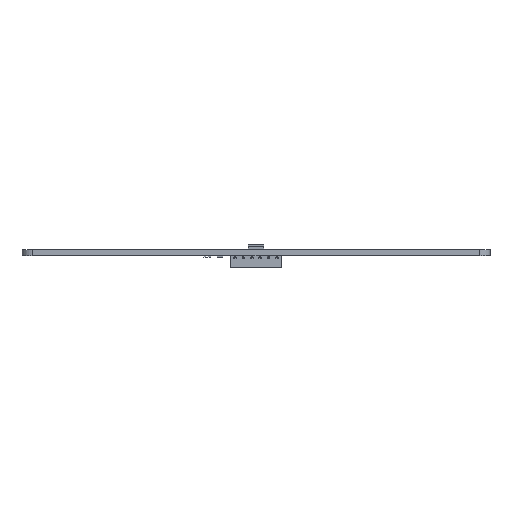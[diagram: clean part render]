
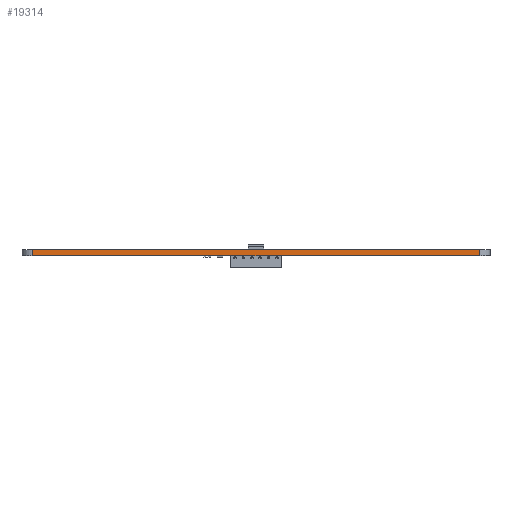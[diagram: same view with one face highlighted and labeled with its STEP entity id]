
A CAD part, front view. The second image highlights one B-rep face of the part: STEP entity #19314.
In plain terms, the highlighted planar face has unit normal (0, -1, 0).
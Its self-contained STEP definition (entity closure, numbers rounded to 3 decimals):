
#18090 = PLANE('',#18091);
#18091 = AXIS2_PLACEMENT_3D('',#18092,#18093,#18094);
#18092 = CARTESIAN_POINT('',(0.,0.,3.));
#18093 = DIRECTION('',(-0.,-0.,-1.));
#18094 = DIRECTION('',(-1.,0.,0.));
#18144 = PLANE('',#18145);
#18145 = AXIS2_PLACEMENT_3D('',#18146,#18147,#18148);
#18146 = CARTESIAN_POINT('',(0.,0.,0.));
#18147 = DIRECTION('',(-0.,-0.,-1.));
#18148 = DIRECTION('',(-1.,0.,0.));
#18357 = VERTEX_POINT('',#18358);
#18358 = CARTESIAN_POINT('',(105.,-110.,0.));
#18377 = CYLINDRICAL_SURFACE('',#18378,5.);
#18378 = AXIS2_PLACEMENT_3D('',#18379,#18380,#18381);
#18379 = CARTESIAN_POINT('',(105.,-105.,0.));
#18380 = DIRECTION('',(-0.,-0.,-1.));
#18381 = DIRECTION('',(1.,0.,0.));
#18389 = EDGE_CURVE('',#18357,#18390,#18392,.T.);
#18390 = VERTEX_POINT('',#18391);
#18391 = CARTESIAN_POINT('',(-105.,-110.,0.));
#18392 = SURFACE_CURVE('',#18393,(#18397,#18404),.PCURVE_S1.);
#18393 = LINE('',#18394,#18395);
#18394 = CARTESIAN_POINT('',(105.,-110.,0.));
#18395 = VECTOR('',#18396,1.);
#18396 = DIRECTION('',(-1.,0.,0.));
#18397 = PCURVE('',#18144,#18398);
#18398 = DEFINITIONAL_REPRESENTATION('',(#18399),#18403);
#18399 = LINE('',#18400,#18401);
#18400 = CARTESIAN_POINT('',(-105.,-110.));
#18401 = VECTOR('',#18402,1.);
#18402 = DIRECTION('',(1.,0.));
#18403 = ( GEOMETRIC_REPRESENTATION_CONTEXT(2) 
PARAMETRIC_REPRESENTATION_CONTEXT() REPRESENTATION_CONTEXT('2D SPACE',''
  ) );
#18404 = PCURVE('',#18405,#18410);
#18405 = PLANE('',#18406);
#18406 = AXIS2_PLACEMENT_3D('',#18407,#18408,#18409);
#18407 = CARTESIAN_POINT('',(105.,-110.,0.));
#18408 = DIRECTION('',(0.,-1.,0.));
#18409 = DIRECTION('',(-1.,0.,0.));
#18410 = DEFINITIONAL_REPRESENTATION('',(#18411),#18415);
#18411 = LINE('',#18412,#18413);
#18412 = CARTESIAN_POINT('',(0.,-0.));
#18413 = VECTOR('',#18414,1.);
#18414 = DIRECTION('',(1.,0.));
#18415 = ( GEOMETRIC_REPRESENTATION_CONTEXT(2) 
PARAMETRIC_REPRESENTATION_CONTEXT() REPRESENTATION_CONTEXT('2D SPACE',''
  ) );
#18438 = CYLINDRICAL_SURFACE('',#18439,5.);
#18439 = AXIS2_PLACEMENT_3D('',#18440,#18441,#18442);
#18440 = CARTESIAN_POINT('',(-105.,-105.,0.));
#18441 = DIRECTION('',(-0.,-0.,-1.));
#18442 = DIRECTION('',(1.,0.,0.));
#18967 = VERTEX_POINT('',#18968);
#18968 = CARTESIAN_POINT('',(105.,-110.,3.));
#18994 = EDGE_CURVE('',#18967,#18995,#18997,.T.);
#18995 = VERTEX_POINT('',#18996);
#18996 = CARTESIAN_POINT('',(-105.,-110.,3.));
#18997 = SURFACE_CURVE('',#18998,(#19002,#19009),.PCURVE_S1.);
#18998 = LINE('',#18999,#19000);
#18999 = CARTESIAN_POINT('',(105.,-110.,3.));
#19000 = VECTOR('',#19001,1.);
#19001 = DIRECTION('',(-1.,0.,0.));
#19002 = PCURVE('',#18090,#19003);
#19003 = DEFINITIONAL_REPRESENTATION('',(#19004),#19008);
#19004 = LINE('',#19005,#19006);
#19005 = CARTESIAN_POINT('',(-105.,-110.));
#19006 = VECTOR('',#19007,1.);
#19007 = DIRECTION('',(1.,0.));
#19008 = ( GEOMETRIC_REPRESENTATION_CONTEXT(2) 
PARAMETRIC_REPRESENTATION_CONTEXT() REPRESENTATION_CONTEXT('2D SPACE',''
  ) );
#19009 = PCURVE('',#18405,#19010);
#19010 = DEFINITIONAL_REPRESENTATION('',(#19011),#19015);
#19011 = LINE('',#19012,#19013);
#19012 = CARTESIAN_POINT('',(0.,-3.));
#19013 = VECTOR('',#19014,1.);
#19014 = DIRECTION('',(1.,0.));
#19015 = ( GEOMETRIC_REPRESENTATION_CONTEXT(2) 
PARAMETRIC_REPRESENTATION_CONTEXT() REPRESENTATION_CONTEXT('2D SPACE',''
  ) );
#19266 = EDGE_CURVE('',#18390,#18995,#19267,.T.);
#19267 = SURFACE_CURVE('',#19268,(#19272,#19279),.PCURVE_S1.);
#19268 = LINE('',#19269,#19270);
#19269 = CARTESIAN_POINT('',(-105.,-110.,0.));
#19270 = VECTOR('',#19271,1.);
#19271 = DIRECTION('',(0.,0.,1.));
#19272 = PCURVE('',#18438,#19273);
#19273 = DEFINITIONAL_REPRESENTATION('',(#19274),#19278);
#19274 = LINE('',#19275,#19276);
#19275 = CARTESIAN_POINT('',(-4.712,0.));
#19276 = VECTOR('',#19277,1.);
#19277 = DIRECTION('',(-0.,-1.));
#19278 = ( GEOMETRIC_REPRESENTATION_CONTEXT(2) 
PARAMETRIC_REPRESENTATION_CONTEXT() REPRESENTATION_CONTEXT('2D SPACE',''
  ) );
#19279 = PCURVE('',#18405,#19280);
#19280 = DEFINITIONAL_REPRESENTATION('',(#19281),#19285);
#19281 = LINE('',#19282,#19283);
#19282 = CARTESIAN_POINT('',(210.,0.));
#19283 = VECTOR('',#19284,1.);
#19284 = DIRECTION('',(0.,-1.));
#19285 = ( GEOMETRIC_REPRESENTATION_CONTEXT(2) 
PARAMETRIC_REPRESENTATION_CONTEXT() REPRESENTATION_CONTEXT('2D SPACE',''
  ) );
#19291 = EDGE_CURVE('',#18357,#18967,#19292,.T.);
#19292 = SURFACE_CURVE('',#19293,(#19297,#19304),.PCURVE_S1.);
#19293 = LINE('',#19294,#19295);
#19294 = CARTESIAN_POINT('',(105.,-110.,0.));
#19295 = VECTOR('',#19296,1.);
#19296 = DIRECTION('',(0.,0.,1.));
#19297 = PCURVE('',#18377,#19298);
#19298 = DEFINITIONAL_REPRESENTATION('',(#19299),#19303);
#19299 = LINE('',#19300,#19301);
#19300 = CARTESIAN_POINT('',(-4.712,0.));
#19301 = VECTOR('',#19302,1.);
#19302 = DIRECTION('',(-0.,-1.));
#19303 = ( GEOMETRIC_REPRESENTATION_CONTEXT(2) 
PARAMETRIC_REPRESENTATION_CONTEXT() REPRESENTATION_CONTEXT('2D SPACE',''
  ) );
#19304 = PCURVE('',#18405,#19305);
#19305 = DEFINITIONAL_REPRESENTATION('',(#19306),#19310);
#19306 = LINE('',#19307,#19308);
#19307 = CARTESIAN_POINT('',(0.,-0.));
#19308 = VECTOR('',#19309,1.);
#19309 = DIRECTION('',(0.,-1.));
#19310 = ( GEOMETRIC_REPRESENTATION_CONTEXT(2) 
PARAMETRIC_REPRESENTATION_CONTEXT() REPRESENTATION_CONTEXT('2D SPACE',''
  ) );
#19314 = ADVANCED_FACE('',(#19315),#18405,.T.);
#19315 = FACE_BOUND('',#19316,.T.);
#19316 = EDGE_LOOP('',(#19317,#19318,#19319,#19320));
#19317 = ORIENTED_EDGE('',*,*,#19291,.T.);
#19318 = ORIENTED_EDGE('',*,*,#18994,.T.);
#19319 = ORIENTED_EDGE('',*,*,#19266,.F.);
#19320 = ORIENTED_EDGE('',*,*,#18389,.F.);
